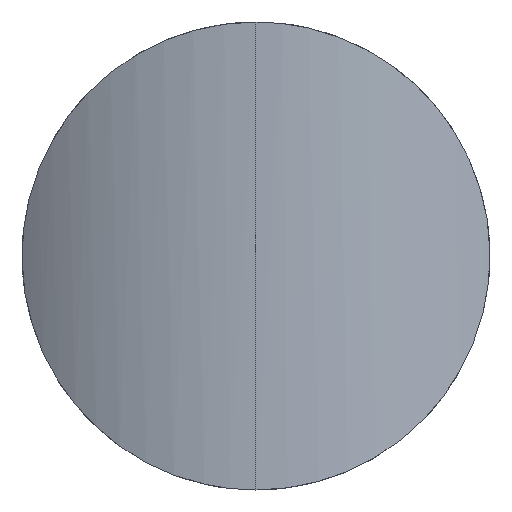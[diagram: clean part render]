
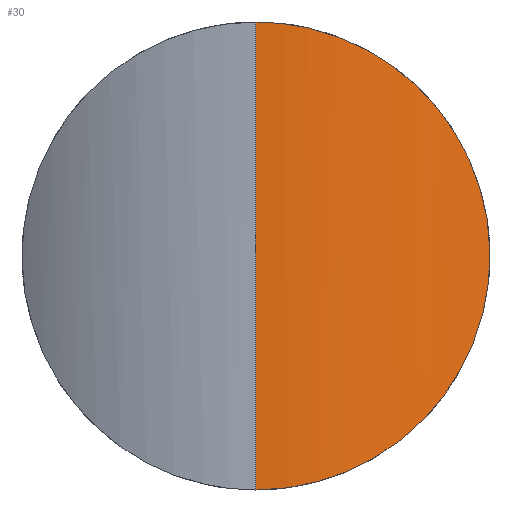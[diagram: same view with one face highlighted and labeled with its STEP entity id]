
A CAD part, left-side view. The second image highlights one B-rep face of the part: STEP entity #30.
In plain terms, the highlighted cylindrical face has radius 10.55 mm (diameter 21.1 mm), a partial arc.
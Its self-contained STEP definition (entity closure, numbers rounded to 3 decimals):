
#3 = DIRECTION ( 'NONE',  ( -1., 0., 0. ) ) ;
#9 = CARTESIAN_POINT ( 'NONE',  ( 1.233, -4.957, 10.078 ) ) ;
#13 = CARTESIAN_POINT ( 'NONE',  ( 0.195, -2.057, 12.166 ) ) ;
#15 = CARTESIAN_POINT ( 'NONE',  ( 2.02, -6.208, 5.419 ) ) ;
#22 = ORIENTED_EDGE ( 'NONE', *, *, #174, .T. ) ;
#30 = ADVANCED_FACE ( 'NONE', ( #172 ), #51, .T. ) ;
#33 = CARTESIAN_POINT ( 'NONE',  ( 0.195, -2.058, 0.334 ) ) ;
#36 = CARTESIAN_POINT ( 'NONE',  ( 0., 0., 12.5 ) ) ;
#38 = CARTESIAN_POINT ( 'NONE',  ( 0., 0., 12.5 ) ) ;
#39 = CARTESIAN_POINT ( 'NONE',  ( 0.479, -3.162, 11.656 ) ) ;
#40 = CARTESIAN_POINT ( 'NONE',  ( 0.716, -3.825, 11.197 ) ) ;
#51 = CYLINDRICAL_SURFACE ( 'NONE', #310, 10.55 ) ;
#57 = CARTESIAN_POINT ( 'NONE',  ( 0.025, -0.84, 12.457 ) ) ;
#61 = ORIENTED_EDGE ( 'NONE', *, *, #156, .T. ) ;
#62 = CARTESIAN_POINT ( 'NONE',  ( 2.051, -6.251, 5.836 ) ) ;
#63 = CARTESIAN_POINT ( 'NONE',  ( 1.9, -6.04, 7.908 ) ) ;
#70 = VERTEX_POINT ( 'NONE', #147 ) ;
#81 = CARTESIAN_POINT ( 'NONE',  ( 0.907, -4.282, 10.807 ) ) ;
#85 = CARTESIAN_POINT ( 'NONE',  ( 1.815, -5.92, 4.204 ) ) ;
#86 = CARTESIAN_POINT ( 'NONE',  ( 1.101, -4.704, 10.385 ) ) ;
#87 = CARTESIAN_POINT ( 'NONE',  ( 0., -0.425, 0. ) ) ;
#102 = LINE ( 'NONE', #38, #236 ) ;
#103 = CARTESIAN_POINT ( 'NONE',  ( 0., 0., 0. ) ) ;
#107 = CARTESIAN_POINT ( 'NONE',  ( 2.018, -6.206, 7.098 ) ) ;
#108 = CARTESIAN_POINT ( 'NONE',  ( 0., 0., 0. ) ) ;
#124 = CARTESIAN_POINT ( 'NONE',  ( 1.041, -4.572, 1.984 ) ) ;
#133 = CARTESIAN_POINT ( 'NONE',  ( 2.05, -6.249, 6.684 ) ) ;
#147 = CARTESIAN_POINT ( 'NONE',  ( 0., 0., 12.5 ) ) ;
#153 = CARTESIAN_POINT ( 'NONE',  ( 0.842, -4.135, 10.941 ) ) ;
#156 = EDGE_CURVE ( 'NONE', #70, #269, #102, .T. ) ;
#157 = CARTESIAN_POINT ( 'NONE',  ( 1.902, -6.044, 4.605 ) ) ;
#172 = FACE_OUTER_BOUND ( 'NONE', #328, .T. ) ;
#174 = EDGE_CURVE ( 'NONE', #269, #70, #189, .T. ) ;
#184 = CARTESIAN_POINT ( 'NONE',  ( 1.812, -5.915, 8.308 ) ) ;
#185 = CARTESIAN_POINT ( 'NONE',  ( 0.026, -0.84, 0.043 ) ) ;
#188 = CARTESIAN_POINT ( 'NONE',  ( 0.654, -3.662, 11.319 ) ) ;
#189 = B_SPLINE_CURVE_WITH_KNOTS ( 'NONE', 3,
 ( #103, #87, #185, #206, #33, #214, #292, #233, #286, #124, #314, #239, #237, #321, #230, #85, #157, #15, #62, #133, #107, #63, #184, #235, #266, #9, #86, #81, #153, #40, #188, #39, #319, #13, #293, #57, #263, #36 ),
 .UNSPECIFIED., .F., .F.,
 ( 4, 2, 2, 2, 2, 2, 2, 2, 2, 2, 2, 2, 2, 2, 2, 2, 2, 2, 4 ),
 ( 0.01, 0.011, 0.013, 0.014, 0.015, 0.016, 0.016, 0.018, 0.019, 0.02, 0.021, 0.023, 0.024, 0.025, 0.026, 0.026, 0.028, 0.029, 0.03 ),
 .UNSPECIFIED. ) ;
#206 = CARTESIAN_POINT ( 'NONE',  ( 0.123, -1.655, 0.209 ) ) ;
#214 = CARTESIAN_POINT ( 'NONE',  ( 0.375, -2.813, 0.654 ) ) ;
#215 = DIRECTION ( 'NONE',  ( 0., 0., -1. ) ) ;
#226 = CARTESIAN_POINT ( 'NONE',  ( 10.55, 0., 12.5 ) ) ;
#230 = CARTESIAN_POINT ( 'NONE',  ( 1.61, -5.605, 3.456 ) ) ;
#233 = CARTESIAN_POINT ( 'NONE',  ( 0.718, -3.842, 1.304 ) ) ;
#235 = CARTESIAN_POINT ( 'NONE',  ( 1.607, -5.599, 9.056 ) ) ;
#236 = VECTOR ( 'NONE', #215, 1000. ) ;
#237 = CARTESIAN_POINT ( 'NONE',  ( 1.303, -5.081, 2.604 ) ) ;
#239 = CARTESIAN_POINT ( 'NONE',  ( 1.238, -4.96, 2.442 ) ) ;
#263 = CARTESIAN_POINT ( 'NONE',  ( 0., -0.424, 12.5 ) ) ;
#266 = CARTESIAN_POINT ( 'NONE',  ( 1.488, -5.408, 9.41 ) ) ;
#269 = VERTEX_POINT ( 'NONE', #108 ) ;
#286 = CARTESIAN_POINT ( 'NONE',  ( 0.846, -4.151, 1.56 ) ) ;
#292 = CARTESIAN_POINT ( 'NONE',  ( 0.481, -3.169, 0.848 ) ) ;
#293 = CARTESIAN_POINT ( 'NONE',  ( 0.122, -1.654, 12.291 ) ) ;
#308 = DIRECTION ( 'NONE',  ( 0., 0., -1. ) ) ;
#310 = AXIS2_PLACEMENT_3D ( 'NONE', #226, #308, #3 ) ;
#314 = CARTESIAN_POINT ( 'NONE',  ( 1.107, -4.706, 2.132 ) ) ;
#319 = CARTESIAN_POINT ( 'NONE',  ( 0.373, -2.808, 11.848 ) ) ;
#321 = CARTESIAN_POINT ( 'NONE',  ( 1.492, -5.415, 3.104 ) ) ;
#328 = EDGE_LOOP ( 'NONE', ( #22, #61 ) ) ;
